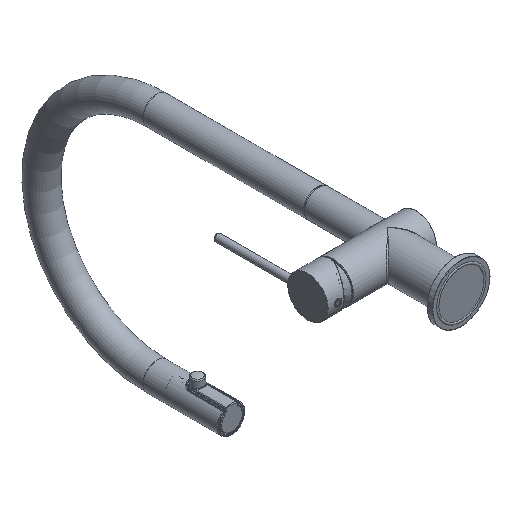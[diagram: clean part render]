
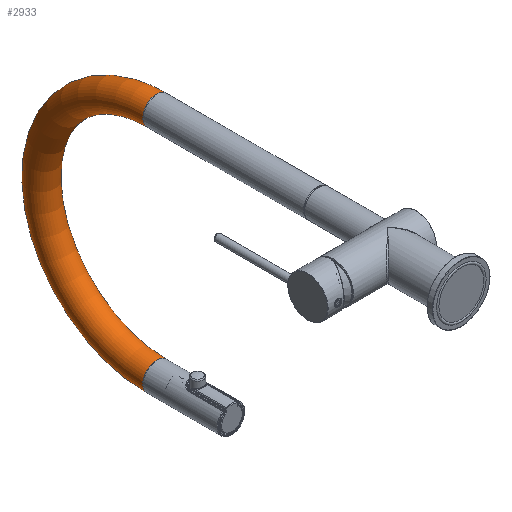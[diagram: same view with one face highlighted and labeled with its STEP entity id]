
A CAD part, isometric view. The second image highlights one B-rep face of the part: STEP entity #2933.
In plain terms, the highlighted toroidal (fillet/blend) face has major radius 100 mm and minor radius 12 mm.
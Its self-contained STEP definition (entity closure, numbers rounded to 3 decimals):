
#55=TOROIDAL_SURFACE('',#3166,100.,12.);
#200=CIRCLE('',#3149,12.);
#202=CIRCLE('',#3152,12.);
#587=FACE_BOUND('',#877,.T.);
#680=FACE_OUTER_BOUND('',#876,.T.);
#876=EDGE_LOOP('',(#2095));
#877=EDGE_LOOP('',(#2096));
#1224=VERTEX_POINT('',#6344);
#1229=VERTEX_POINT('',#6367);
#1535=EDGE_CURVE('',#1224,#1224,#200,.T.);
#1540=EDGE_CURVE('',#1229,#1229,#202,.T.);
#2095=ORIENTED_EDGE('',*,*,#1540,.T.);
#2096=ORIENTED_EDGE('',*,*,#1535,.F.);
#2933=ADVANCED_FACE('',(#680,#587),#55,.T.);
#3149=AXIS2_PLACEMENT_3D('',#6345,#3592,#3593);
#3152=AXIS2_PLACEMENT_3D('',#6368,#3600,#3601);
#3166=AXIS2_PLACEMENT_3D('',#6514,#3634,#3635);
#3592=DIRECTION('center_axis',(0.,-1.,0.));
#3593=DIRECTION('ref_axis',(0.,0.,
-1.));
#3600=DIRECTION('center_axis',(0.,1.,0.));
#3601=DIRECTION('ref_axis',(0.,0.,1.));
#3634=DIRECTION('center_axis',(1.,0.,0.));
#3635=DIRECTION('ref_axis',(0.,0.,-1.));
#6344=CARTESIAN_POINT('',(5.5,270.,12.));
#6345=CARTESIAN_POINT('Origin',(5.5,270.,0.));
#6367=CARTESIAN_POINT('',(5.5,270.,-212.));
#6368=CARTESIAN_POINT('Origin',(5.5,270.,-200.));
#6514=CARTESIAN_POINT('Origin',(5.5,270.,-100.));
